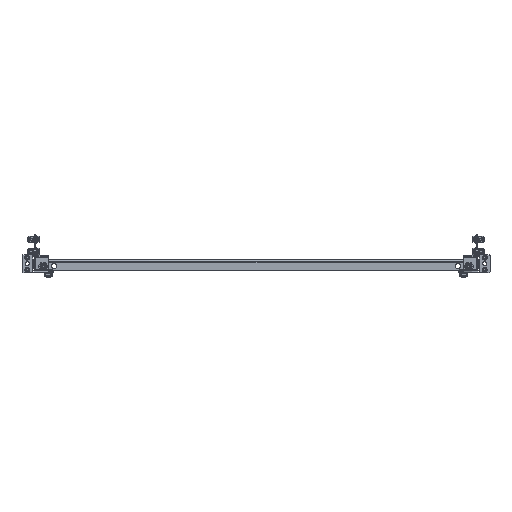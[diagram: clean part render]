
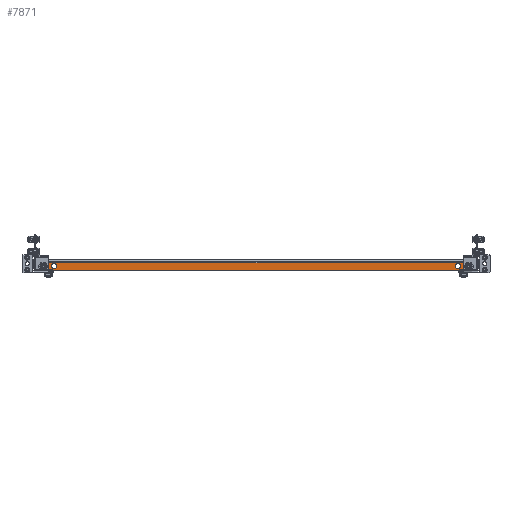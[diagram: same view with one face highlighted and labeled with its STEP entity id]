
A CAD part, front view. The second image highlights one B-rep face of the part: STEP entity #7871.
In plain terms, the highlighted planar face has unit normal (0, -1, 0).
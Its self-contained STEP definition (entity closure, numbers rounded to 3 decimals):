
#89 = EDGE_CURVE ( 'NONE', #18508, #771, #11652, .T. ) ;
#315 = ORIENTED_EDGE ( 'NONE', *, *, #3354, .F. ) ;
#447 = CARTESIAN_POINT ( 'NONE',  ( -412.5, -948., -16. ) ) ;
#495 = EDGE_LOOP ( 'NONE', ( #19426, #6636 ) ) ;
#771 = VERTEX_POINT ( 'NONE', #9102 ) ;
#1400 = CARTESIAN_POINT ( 'NONE',  ( 446.146, -948., 0. ) ) ;
#1533 = DIRECTION ( 'NONE',  ( 1., 0., 0. ) ) ;
#1615 = DIRECTION ( 'NONE',  ( 0., 0., -1. ) ) ;
#1673 = VECTOR ( 'NONE', #4962, 1000. ) ;
#1708 = DIRECTION ( 'NONE',  ( 0., -1., 0. ) ) ;
#1854 = CIRCLE ( 'NONE', #8829, 5.5 ) ;
#1906 = CARTESIAN_POINT ( 'NONE',  ( 435., -948., -5. ) ) ;
#1944 = VERTEX_POINT ( 'NONE', #2967 ) ;
#1961 = CARTESIAN_POINT ( 'NONE',  ( -435., -948., -16. ) ) ;
#2133 = CARTESIAN_POINT ( 'NONE',  ( -412.5, -948., -5. ) ) ;
#2171 = DIRECTION ( 'NONE',  ( 0., -1., 0. ) ) ;
#2433 = LINE ( 'NONE', #3491, #1673 ) ;
#2847 = DIRECTION ( 'NONE',  ( 0., 0., -1. ) ) ;
#2965 = EDGE_CURVE ( 'NONE', #17227, #20695, #7954, .T. ) ;
#2967 = CARTESIAN_POINT ( 'NONE',  ( 412.5, -948., -5. ) ) ;
#3097 = CARTESIAN_POINT ( 'NONE',  ( 449.5, -948., -3.3 ) ) ;
#3099 = EDGE_CURVE ( 'NONE', #17469, #8523, #16145, .T. ) ;
#3149 = EDGE_LOOP ( 'NONE', ( #20028, #12537, #19046, #3872, #10900, #19151 ) ) ;
#3354 = EDGE_CURVE ( 'NONE', #19337, #18171, #1854, .T. ) ;
#3491 = CARTESIAN_POINT ( 'NONE',  ( -446.146, -948., 0. ) ) ;
#3534 = EDGE_CURVE ( 'NONE', #5283, #4205, #7913, .T. ) ;
#3872 = ORIENTED_EDGE ( 'NONE', *, *, #17790, .F. ) ;
#3895 = VECTOR ( 'NONE', #20821, 1000. ) ;
#4131 = LINE ( 'NONE', #1400, #20141 ) ;
#4205 = VERTEX_POINT ( 'NONE', #6405 ) ;
#4676 = VERTEX_POINT ( 'NONE', #7809 ) ;
#4739 = CARTESIAN_POINT ( 'NONE',  ( 435., -948., -10.5 ) ) ;
#4800 = CARTESIAN_POINT ( 'NONE',  ( -449.5, -948., -20. ) ) ;
#4962 = DIRECTION ( 'NONE',  ( 0., 0., -1. ) ) ;
#4981 = PLANE ( 'NONE',  #16575 ) ;
#5113 = DIRECTION ( 'NONE',  ( 0., 1., 0. ) ) ;
#5158 = FACE_BOUND ( 'NONE', #9338, .T. ) ;
#5282 = CARTESIAN_POINT ( 'NONE',  ( 441.146, -948., -15. ) ) ;
#5283 = VERTEX_POINT ( 'NONE', #1961 ) ;
#5378 = DIRECTION ( 'NONE',  ( 0., -1., 0. ) ) ;
#5416 = AXIS2_PLACEMENT_3D ( 'NONE', #10617, #13823, #17125 ) ;
#6405 = CARTESIAN_POINT ( 'NONE',  ( -435., -948., -5. ) ) ;
#6636 = ORIENTED_EDGE ( 'NONE', *, *, #15728, .F. ) ;
#6703 = LINE ( 'NONE', #3097, #3895 ) ;
#6736 = DIRECTION ( 'NONE',  ( 0., 0., 1. ) ) ;
#7022 = VECTOR ( 'NONE', #1533, 1000. ) ;
#7023 = DIRECTION ( 'NONE',  ( 0., 0., -1. ) ) ;
#7443 = DIRECTION ( 'NONE',  ( 0., 0., -1. ) ) ;
#7809 = CARTESIAN_POINT ( 'NONE',  ( -446.146, -948., -3.3 ) ) ;
#7832 = CARTESIAN_POINT ( 'NONE',  ( -441.146, -948., -20. ) ) ;
#7871 = ADVANCED_FACE ( 'NONE', ( #8432, #20184, #18664, #5158, #17141 ), #4981, .F. ) ;
#7913 = CIRCLE ( 'NONE', #8422, 5.5 ) ;
#7954 = CIRCLE ( 'NONE', #5416, 5. ) ;
#7982 = DIRECTION ( 'NONE',  ( 0., 0., -1. ) ) ;
#8051 = CIRCLE ( 'NONE', #16167, 5.5 ) ;
#8267 = CIRCLE ( 'NONE', #15740, 5.5 ) ;
#8422 = AXIS2_PLACEMENT_3D ( 'NONE', #13378, #16687, #13449 ) ;
#8432 = FACE_BOUND ( 'NONE', #15402, .T. ) ;
#8523 = VERTEX_POINT ( 'NONE', #19224 ) ;
#8643 = ORIENTED_EDGE ( 'NONE', *, *, #16981, .F. ) ;
#8738 = CARTESIAN_POINT ( 'NONE',  ( 446.146, -948., -3.3 ) ) ;
#8829 = AXIS2_PLACEMENT_3D ( 'NONE', #15238, #1708, #13834 ) ;
#9083 = EDGE_CURVE ( 'NONE', #8523, #17469, #14248, .T. ) ;
#9102 = CARTESIAN_POINT ( 'NONE',  ( 446.146, -948., -15. ) ) ;
#9296 = CARTESIAN_POINT ( 'NONE',  ( 435., -948., -10.5 ) ) ;
#9336 = LINE ( 'NONE', #4800, #7022 ) ;
#9338 = EDGE_LOOP ( 'NONE', ( #315, #8643 ) ) ;
#9463 = ORIENTED_EDGE ( 'NONE', *, *, #9083, .T. ) ;
#9699 = DIRECTION ( 'NONE',  ( 0., 1., 0. ) ) ;
#10462 = DIRECTION ( 'NONE',  ( 0., 1., 0. ) ) ;
#10526 = EDGE_CURVE ( 'NONE', #20695, #18508, #9336, .T. ) ;
#10617 = CARTESIAN_POINT ( 'NONE',  ( -441.146, -948., -15. ) ) ;
#10845 = CARTESIAN_POINT ( 'NONE',  ( -446.146, -948., -15. ) ) ;
#10900 = ORIENTED_EDGE ( 'NONE', *, *, #17418, .T. ) ;
#11193 = CARTESIAN_POINT ( 'NONE',  ( 412.5, -948., -10.5 ) ) ;
#11652 = CIRCLE ( 'NONE', #12854, 5. ) ;
#12340 = CARTESIAN_POINT ( 'NONE',  ( 412.5, -948., -16. ) ) ;
#12447 = AXIS2_PLACEMENT_3D ( 'NONE', #11193, #19469, #7982 ) ;
#12537 = ORIENTED_EDGE ( 'NONE', *, *, #89, .T. ) ;
#12770 = CARTESIAN_POINT ( 'NONE',  ( 441.146, -948., -20. ) ) ;
#12854 = AXIS2_PLACEMENT_3D ( 'NONE', #5282, #2171, #16697 ) ;
#13342 = EDGE_CURVE ( 'NONE', #13841, #771, #4131, .T. ) ;
#13378 = CARTESIAN_POINT ( 'NONE',  ( -435., -948., -10.5 ) ) ;
#13449 = DIRECTION ( 'NONE',  ( 0., 0., -1. ) ) ;
#13823 = DIRECTION ( 'NONE',  ( 0., -1., 0. ) ) ;
#13834 = DIRECTION ( 'NONE',  ( 0., 0., -1. ) ) ;
#13841 = VERTEX_POINT ( 'NONE', #8738 ) ;
#14152 = AXIS2_PLACEMENT_3D ( 'NONE', #4739, #9699, #1615 ) ;
#14248 = CIRCLE ( 'NONE', #14936, 5.5 ) ;
#14281 = CARTESIAN_POINT ( 'NONE',  ( -435., -948., -10.5 ) ) ;
#14429 = CIRCLE ( 'NONE', #18734, 5.5 ) ;
#14685 = CIRCLE ( 'NONE', #12447, 5.5 ) ;
#14775 = ORIENTED_EDGE ( 'NONE', *, *, #16249, .T. ) ;
#14863 = CARTESIAN_POINT ( 'NONE',  ( -449.5, -948., 0. ) ) ;
#14936 = AXIS2_PLACEMENT_3D ( 'NONE', #9296, #19272, #2847 ) ;
#15082 = CARTESIAN_POINT ( 'NONE',  ( -412.5, -948., -10.5 ) ) ;
#15238 = CARTESIAN_POINT ( 'NONE',  ( -412.5, -948., -10.5 ) ) ;
#15402 = EDGE_LOOP ( 'NONE', ( #9463, #18552 ) ) ;
#15728 = EDGE_CURVE ( 'NONE', #4205, #5283, #14429, .T. ) ;
#15740 = AXIS2_PLACEMENT_3D ( 'NONE', #15082, #5378, #7023 ) ;
#15993 = EDGE_CURVE ( 'NONE', #1944, #20191, #8051, .T. ) ;
#16145 = CIRCLE ( 'NONE', #14152, 5.5 ) ;
#16167 = AXIS2_PLACEMENT_3D ( 'NONE', #16986, #10462, #18602 ) ;
#16249 = EDGE_CURVE ( 'NONE', #20191, #1944, #14685, .T. ) ;
#16575 = AXIS2_PLACEMENT_3D ( 'NONE', #14863, #5113, #6736 ) ;
#16687 = DIRECTION ( 'NONE',  ( 0., -1., 0. ) ) ;
#16697 = DIRECTION ( 'NONE',  ( 0., 0., 1. ) ) ;
#16891 = EDGE_LOOP ( 'NONE', ( #14775, #18699 ) ) ;
#16981 = EDGE_CURVE ( 'NONE', #18171, #19337, #8267, .T. ) ;
#16986 = CARTESIAN_POINT ( 'NONE',  ( 412.5, -948., -10.5 ) ) ;
#17125 = DIRECTION ( 'NONE',  ( 0., 0., 1. ) ) ;
#17141 = FACE_OUTER_BOUND ( 'NONE', #3149, .T. ) ;
#17227 = VERTEX_POINT ( 'NONE', #10845 ) ;
#17231 = DIRECTION ( 'NONE',  ( 0., -1., 0. ) ) ;
#17418 = EDGE_CURVE ( 'NONE', #4676, #17227, #2433, .T. ) ;
#17469 = VERTEX_POINT ( 'NONE', #1906 ) ;
#17790 = EDGE_CURVE ( 'NONE', #4676, #13841, #6703, .T. ) ;
#18171 = VERTEX_POINT ( 'NONE', #2133 ) ;
#18508 = VERTEX_POINT ( 'NONE', #12770 ) ;
#18552 = ORIENTED_EDGE ( 'NONE', *, *, #3099, .T. ) ;
#18602 = DIRECTION ( 'NONE',  ( 0., 0., -1. ) ) ;
#18664 = FACE_BOUND ( 'NONE', #495, .T. ) ;
#18699 = ORIENTED_EDGE ( 'NONE', *, *, #15993, .T. ) ;
#18734 = AXIS2_PLACEMENT_3D ( 'NONE', #14281, #17231, #7443 ) ;
#19046 = ORIENTED_EDGE ( 'NONE', *, *, #13342, .F. ) ;
#19151 = ORIENTED_EDGE ( 'NONE', *, *, #2965, .T. ) ;
#19224 = CARTESIAN_POINT ( 'NONE',  ( 435., -948., -16. ) ) ;
#19272 = DIRECTION ( 'NONE',  ( 0., 1., 0. ) ) ;
#19337 = VERTEX_POINT ( 'NONE', #447 ) ;
#19426 = ORIENTED_EDGE ( 'NONE', *, *, #3534, .F. ) ;
#19469 = DIRECTION ( 'NONE',  ( 0., 1., 0. ) ) ;
#20028 = ORIENTED_EDGE ( 'NONE', *, *, #10526, .T. ) ;
#20141 = VECTOR ( 'NONE', #20782, 1000. ) ;
#20184 = FACE_BOUND ( 'NONE', #16891, .T. ) ;
#20191 = VERTEX_POINT ( 'NONE', #12340 ) ;
#20695 = VERTEX_POINT ( 'NONE', #7832 ) ;
#20782 = DIRECTION ( 'NONE',  ( 0., 0., -1. ) ) ;
#20821 = DIRECTION ( 'NONE',  ( 1., 0., 0. ) ) ;
